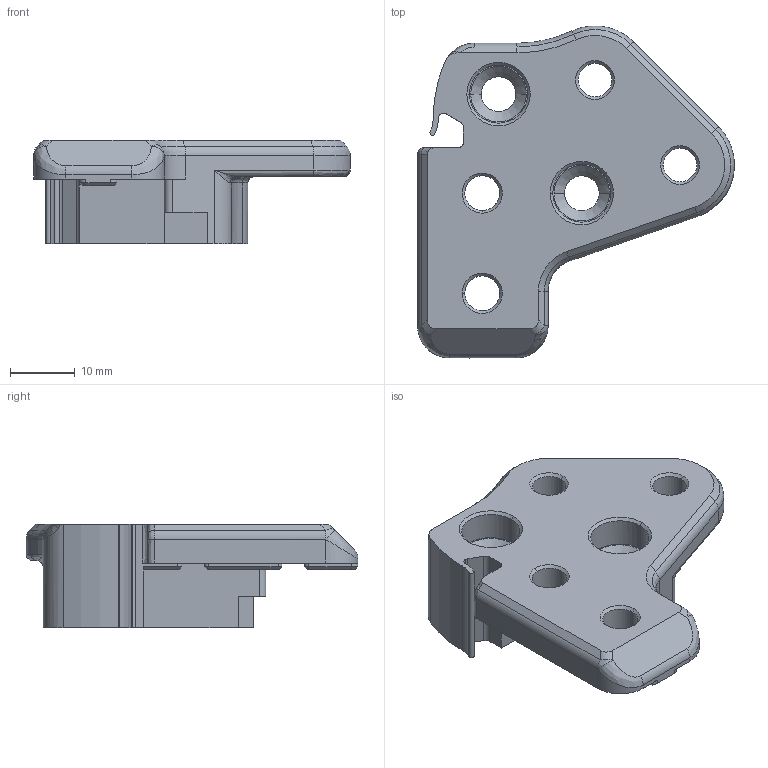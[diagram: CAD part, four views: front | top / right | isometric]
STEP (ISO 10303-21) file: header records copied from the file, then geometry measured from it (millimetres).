
FILE_DESCRIPTION (( 'STEP AP214' ), '1' );
FILE_NAME ('XY JOINT 1 TOP MGN9.STEP', '2020-12-22T23:02:11', ( '' ), ( '' ), 'SwSTEP 2.0', 'SolidWorks 2014', '' );
FILE_SCHEMA (( 'AUTOMOTIVE_DESIGN' ));
Length unit declared in the file: millimetre
Products named in the file (2): XY JOINT 1 TOP MGN9
Bounding box: 49.02 x 51.37 x 16 mm (x, y, z)
Volume: 13640.6 mm3; surface area: 6346.7 mm2
Topology: 1 solids, 1 shells, 164 faces, 419 edges, 253 vertices
Faces by surface type: cylinder 61, plane 42, cone 34, bspline 27
Entity records: 8478 total; most frequent: CARTESIAN_POINT 3055, ORIENTED_EDGE 830, DIRECTION 662, EDGE_CURVE 415, VERTEX_POINT 253, AXIS2_PLACEMENT_3D 234, VECTOR 194, LINE 194
